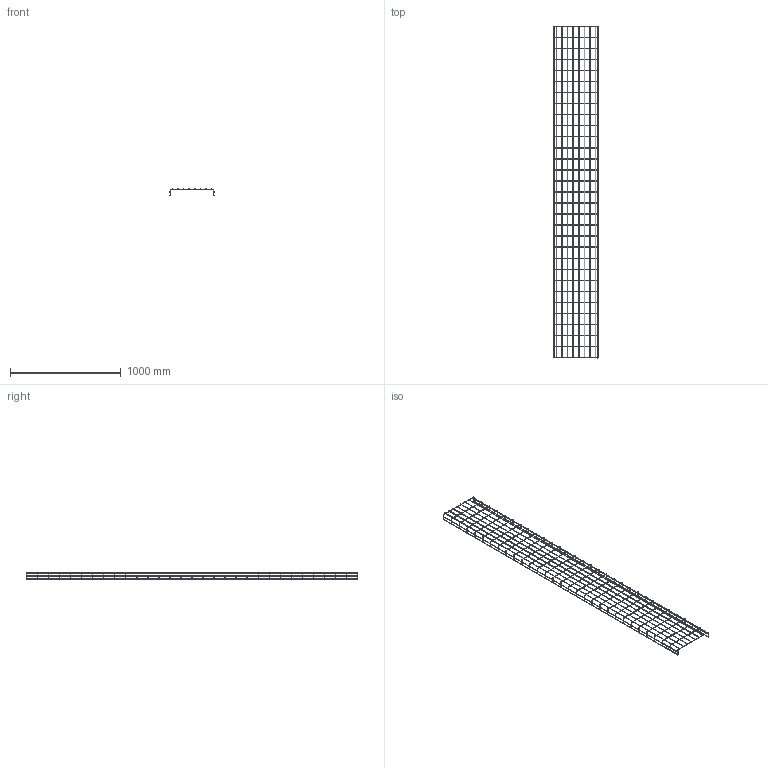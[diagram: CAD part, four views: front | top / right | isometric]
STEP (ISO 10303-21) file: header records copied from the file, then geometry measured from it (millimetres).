
FILE_DESCRIPTION((''),'2;1');
FILE_NAME('970140_PRT','2018-11-07T13:35:34',('tomasz.grudniewski'),(''),'CREO PARAMETRIC BY PTC INC, 2018260','CREO PARAMETRIC BY PTC INC, 2018260','');
FILE_SCHEMA(('CONFIG_CONTROL_DESIGN'));
Length unit declared in the file: millimetre
Products named in the file (1): 970140_PRT
Bounding box: 400 x 3004.5 x 62 mm (x, y, z)
Volume: 815180.5 mm3; surface area: 725730.7 mm2
Topology: 43 solids, 43 shells, 592 faces, 1098 edges, 592 vertices
Faces by surface type: cylinder 210, bspline 124, torus 124, plane 86, cone 48
Entity records: 28588 total; most frequent: CARTESIAN_POINT 17534, DIRECTION 2254, ORIENTED_EDGE 2196, EDGE_CURVE 1098, AXIS2_PLACEMENT_3D 936, VERTEX_POINT 592, EDGE_LOOP 592, FACE_OUTER_BOUND 592
